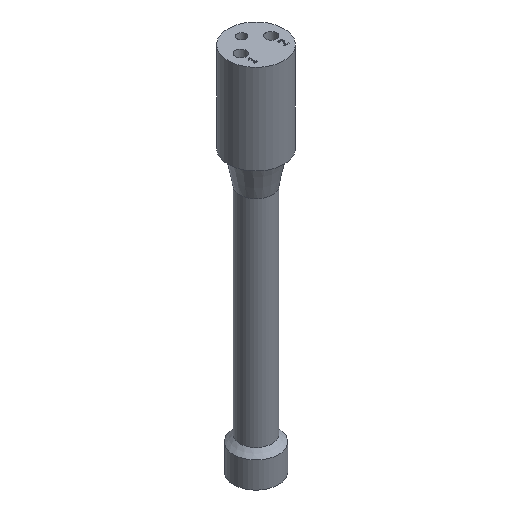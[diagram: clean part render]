
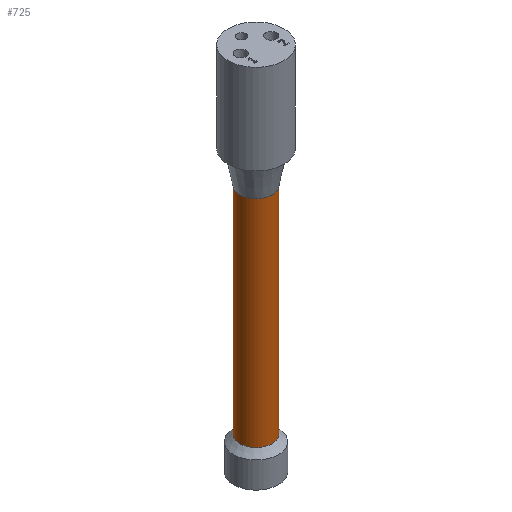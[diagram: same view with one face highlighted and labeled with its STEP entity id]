
A CAD part, isometric view. The second image highlights one B-rep face of the part: STEP entity #725.
In plain terms, the highlighted cylindrical face has radius 4.5 mm (diameter 9 mm), a full revolution.
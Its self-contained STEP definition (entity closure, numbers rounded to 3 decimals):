
#13=CYLINDRICAL_SURFACE($,#763,4.5);
#20=FACE_BOUND($,#139,.T.);
#35=CIRCLE($,#759,4.5);
#37=CIRCLE($,#764,4.5);
#94=FACE_OUTER_BOUND($,#138,.T.);
#138=EDGE_LOOP($,(#616));
#139=EDGE_LOOP($,(#617));
#362=VERTEX_POINT($,#1302);
#364=VERTEX_POINT($,#1309);
#459=EDGE_CURVE($,#362,#362,#35,.T.);
#461=EDGE_CURVE($,#364,#364,#37,.T.);
#616=ORIENTED_EDGE($,*,*,#459,.T.);
#617=ORIENTED_EDGE($,*,*,#461,.F.);
#725=ADVANCED_FACE($,(#94,#20),#13,.T.);
#759=AXIS2_PLACEMENT_3D($,#1303,#886,#887);
#763=AXIS2_PLACEMENT_3D($,#1308,#894,#895);
#764=AXIS2_PLACEMENT_3D($,#1310,#896,#897);
#886=DIRECTION('center_axis',(0.,0.,1.));
#887=DIRECTION('ref_axis',(1.,0.,0.));
#894=DIRECTION('center_axis',(0.,0.,-1.));
#895=DIRECTION('ref_axis',(1.,0.,0.));
#896=DIRECTION('center_axis',(0.,0.,1.));
#897=DIRECTION('ref_axis',(1.,0.,0.));
#1302=CARTESIAN_POINT('',(-4.5,0.,-69.));
#1303=CARTESIAN_POINT('Origin',(0.,0.,-69.));
#1308=CARTESIAN_POINT('Origin',(0.,0.,-9.));
#1309=CARTESIAN_POINT('',(4.5,0.,-9.));
#1310=CARTESIAN_POINT('Origin',(0.,0.,-9.));
